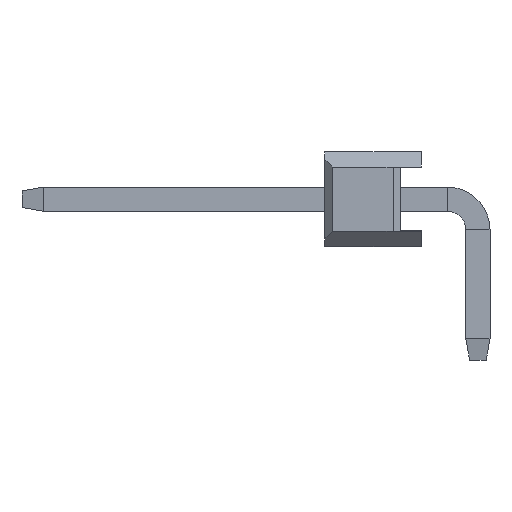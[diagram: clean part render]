
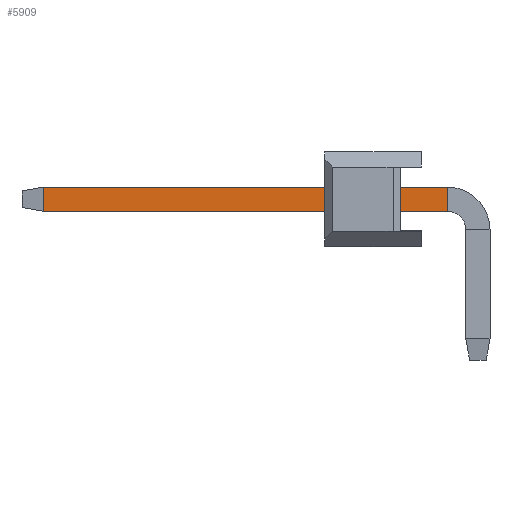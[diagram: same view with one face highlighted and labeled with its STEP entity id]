
A CAD part, left-side view. The second image highlights one B-rep face of the part: STEP entity #5909.
In plain terms, the highlighted planar face has unit normal (-1, 0, 0).
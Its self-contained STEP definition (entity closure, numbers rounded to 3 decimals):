
#412 = VECTOR ( 'NONE', #3903, 1000. ) ;
#502 = DIRECTION ( 'NONE',  ( 0., 0., -1. ) ) ;
#555 = ORIENTED_EDGE ( 'NONE', *, *, #2507, .T. ) ;
#557 = VECTOR ( 'NONE', #5304, 1000. ) ;
#746 = LINE ( 'NONE', #1809, #412 ) ;
#1004 = VERTEX_POINT ( 'NONE', #4144 ) ;
#1028 = LINE ( 'NONE', #2654, #3695 ) ;
#1191 = ORIENTED_EDGE ( 'NONE', *, *, #1630, .F. ) ;
#1629 = CARTESIAN_POINT ( 'NONE',  ( -10.48, 9.973, -0.32 ) ) ;
#1630 = EDGE_CURVE ( 'NONE', #2344, #1004, #1028, .T. ) ;
#1718 = DIRECTION ( 'NONE',  ( 0., -1., 0. ) ) ;
#1809 = CARTESIAN_POINT ( 'NONE',  ( -10.48, 10.54, -0.32 ) ) ;
#1828 = LINE ( 'NONE', #1629, #557 ) ;
#2028 = AXIS2_PLACEMENT_3D ( 'NONE', #3084, #3693, #502 ) ;
#2344 = VERTEX_POINT ( 'NONE', #5459 ) ;
#2507 = EDGE_CURVE ( 'NONE', #2344, #3443, #1828, .T. ) ;
#2537 = PLANE ( 'NONE',  #2028 ) ;
#2654 = CARTESIAN_POINT ( 'NONE',  ( -10.48, 10.54, 0.32 ) ) ;
#2962 = ORIENTED_EDGE ( 'NONE', *, *, #6512, .T. ) ;
#3034 = ORIENTED_EDGE ( 'NONE', *, *, #4526, .T. ) ;
#3084 = CARTESIAN_POINT ( 'NONE',  ( -10.48, 10.54, 0.32 ) ) ;
#3369 = CARTESIAN_POINT ( 'NONE',  ( -10.48, -0.7, -0.32 ) ) ;
#3384 = DIRECTION ( 'NONE',  ( 0., 0., 1. ) ) ;
#3443 = VERTEX_POINT ( 'NONE', #5817 ) ;
#3693 = DIRECTION ( 'NONE',  ( 1., 0., 0. ) ) ;
#3695 = VECTOR ( 'NONE', #1718, 1000. ) ;
#3903 = DIRECTION ( 'NONE',  ( 0., -1., 0. ) ) ;
#4144 = CARTESIAN_POINT ( 'NONE',  ( -10.48, -0.7, 0.32 ) ) ;
#4526 = EDGE_CURVE ( 'NONE', #6135, #1004, #6671, .T. ) ;
#5304 = DIRECTION ( 'NONE',  ( 0., 0., -1. ) ) ;
#5459 = CARTESIAN_POINT ( 'NONE',  ( -10.48, 9.973, 0.32 ) ) ;
#5817 = CARTESIAN_POINT ( 'NONE',  ( -10.48, 9.973, -0.32 ) ) ;
#5909 = ADVANCED_FACE ( 'NONE', ( #6118 ), #2537, .F. ) ;
#5984 = CARTESIAN_POINT ( 'NONE',  ( -10.48, -0.7, 0.32 ) ) ;
#6026 = EDGE_LOOP ( 'NONE', ( #1191, #555, #2962, #3034 ) ) ;
#6118 = FACE_OUTER_BOUND ( 'NONE', #6026, .T. ) ;
#6135 = VERTEX_POINT ( 'NONE', #3369 ) ;
#6512 = EDGE_CURVE ( 'NONE', #3443, #6135, #746, .T. ) ;
#6519 = VECTOR ( 'NONE', #3384, 1000. ) ;
#6671 = LINE ( 'NONE', #5984, #6519 ) ;
